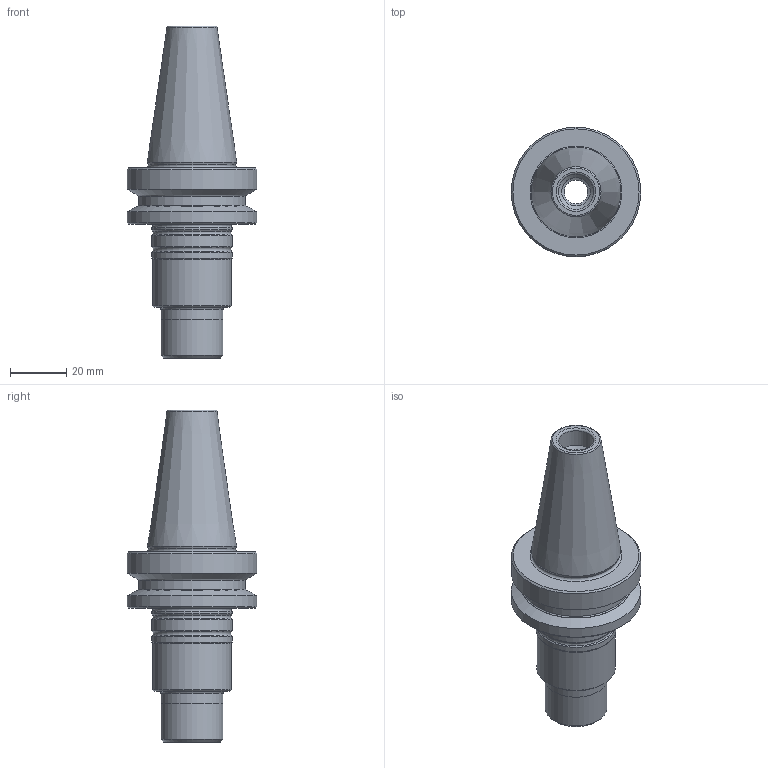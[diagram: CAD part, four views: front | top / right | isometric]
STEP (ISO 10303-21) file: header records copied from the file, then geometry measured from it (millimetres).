
FILE_DESCRIPTION(/* description */ (''),/* implementation_level */ '2;1');
FILE_NAME(/* name */ '413011648.stp',/* time_stamp */ '2021-01-08T12:37:20',/* author */ ('LRA'),/* organization */ ('REGO-FIX'),/* preprocessor_version */ ' Unknown',/* originating_system */ 'SIEMENS PLM Software Solid Edge ST10',/* authorization */ 'Unknown');
FILE_SCHEMA (('AUTOMOTIVE_DESIGN { 1 0 10303 214 2 1 1}'));
Length unit declared in the file: millimetre
Products named in the file (1): NOCUT
Bounding box: 46 x 46 x 117.9 mm (x, y, z)
Volume: 70075 mm3; surface area: 17429.2 mm2
Topology: 1 solids, 1 shells, 50 faces, 100 edges, 57 vertices
Faces by surface type: cone 19, cylinder 14, torus 10, plane 7
Full cylindrical faces by diameter (mm): 8.376 x1, 10.106 x2, 10.5 x1, 12.5 x1, 22 x2, 28 x1, 28.5 x3, 38 x1, 46 x2
Entity records: 1397 total; most frequent: DIRECTION 208, CARTESIAN_POINT 154, AXIS2_PLACEMENT_3D 104, ORIENTED_EDGE 100, EDGE_LOOP 100, FACE_BOUND 100, EDGE_CURVE 50, VERTEX_POINT 50
